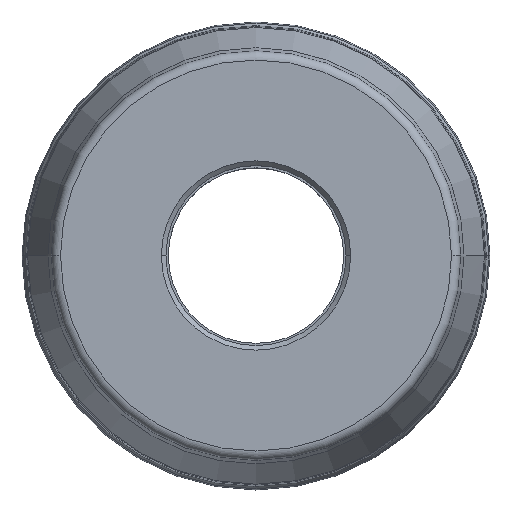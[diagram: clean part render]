
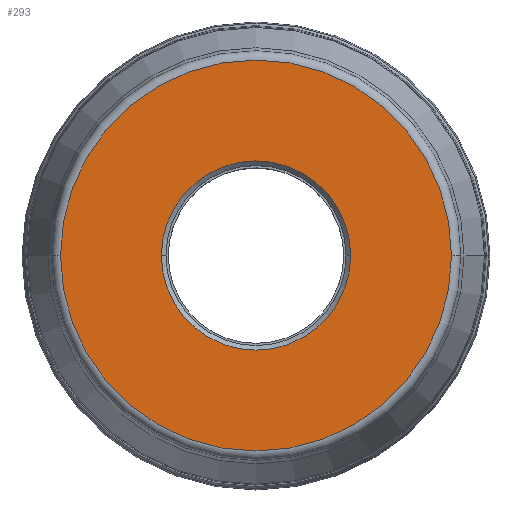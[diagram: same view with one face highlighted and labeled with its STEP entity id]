
A CAD part, top view. The second image highlights one B-rep face of the part: STEP entity #293.
In plain terms, the highlighted planar face has unit normal (0, 0, 1).
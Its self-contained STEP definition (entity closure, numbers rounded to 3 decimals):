
#30=PLANE('',#2679);
#37=FACE_BOUND('',#574,.T.);
#38=FACE_BOUND('',#575,.T.);
#293=ADVANCED_FACE('',(#37,#38),#30,.F.);
#574=EDGE_LOOP('',(#1061,#1062,#1063,#1064));
#575=EDGE_LOOP('',(#1065,#1066,#1067,#1068));
#1061=ORIENTED_EDGE('',*,*,#1662,.F.);
#1062=ORIENTED_EDGE('',*,*,#1666,.F.);
#1063=ORIENTED_EDGE('',*,*,#1665,.T.);
#1064=ORIENTED_EDGE('',*,*,#1663,.T.);
#1065=ORIENTED_EDGE('',*,*,#1667,.T.);
#1066=ORIENTED_EDGE('',*,*,#1668,.T.);
#1067=ORIENTED_EDGE('',*,*,#1669,.T.);
#1068=ORIENTED_EDGE('',*,*,#1670,.T.);
#1373=VERTEX_POINT('',#5424);
#1374=VERTEX_POINT('',#5426);
#1375=VERTEX_POINT('',#5428);
#1376=VERTEX_POINT('',#5432);
#1377=VERTEX_POINT('',#5436);
#1378=VERTEX_POINT('',#5437);
#1379=VERTEX_POINT('',#5439);
#1380=VERTEX_POINT('',#5441);
#1662=EDGE_CURVE('',#1373,#1374,#2027,.T.);
#1663=EDGE_CURVE('',#1375,#1374,#2028,.T.);
#1665=EDGE_CURVE('',#1376,#1375,#2030,.T.);
#1666=EDGE_CURVE('',#1376,#1373,#2031,.T.);
#1667=EDGE_CURVE('',#1377,#1378,#2032,.T.);
#1668=EDGE_CURVE('',#1378,#1379,#2033,.T.);
#1669=EDGE_CURVE('',#1379,#1380,#2034,.T.);
#1670=EDGE_CURVE('',#1380,#1377,#2035,.T.);
#2027=CIRCLE('',#2668,42.45);
#2028=CIRCLE('',#2669,42.45);
#2030=CIRCLE('',#2672,42.45);
#2031=CIRCLE('',#2673,42.45);
#2032=CIRCLE('',#2675,20.55);
#2033=CIRCLE('',#2676,20.55);
#2034=CIRCLE('',#2677,20.55);
#2035=CIRCLE('',#2678,20.55);
#2668=AXIS2_PLACEMENT_3D('',#5425,#3345,#3346);
#2669=AXIS2_PLACEMENT_3D('',#5427,#3347,#3348);
#2672=AXIS2_PLACEMENT_3D('',#5431,#3353,#3354);
#2673=AXIS2_PLACEMENT_3D('',#5433,#3355,#3356);
#2675=AXIS2_PLACEMENT_3D('',#5435,#3359,#3360);
#2676=AXIS2_PLACEMENT_3D('',#5438,#3361,#3362);
#2677=AXIS2_PLACEMENT_3D('',#5440,#3363,#3364);
#2678=AXIS2_PLACEMENT_3D('',#5442,#3365,#3366);
#2679=AXIS2_PLACEMENT_3D('',#5443,#3367,#3368);
#3345=DIRECTION('',(0.,0.,-1.));
#3346=DIRECTION('',(-1.,0.,0.));
#3347=DIRECTION('',(0.,0.,1.));
#3348=DIRECTION('',(1.,0.,0.));
#3353=DIRECTION('',(0.,0.,1.));
#3354=DIRECTION('',(1.,0.,0.));
#3355=DIRECTION('',(0.,0.,-1.));
#3356=DIRECTION('',(-1.,0.,0.));
#3359=DIRECTION('',(0.,0.,-1.));
#3360=DIRECTION('',(0.,-1.,0.));
#3361=DIRECTION('',(0.,0.,-1.));
#3362=DIRECTION('',(-1.,0.,0.));
#3363=DIRECTION('',(0.,0.,-1.));
#3364=DIRECTION('',(0.,1.,0.));
#3365=DIRECTION('',(0.,0.,-1.));
#3366=DIRECTION('',(1.,0.,0.));
#3367=DIRECTION('',(0.,0.,-1.));
#3368=DIRECTION('',(1.,0.,0.));
#5424=CARTESIAN_POINT('',(-42.45,0.,0.));
#5425=CARTESIAN_POINT('',(0.,0.,0.));
#5426=CARTESIAN_POINT('',(-42.45,0.021,0.));
#5427=CARTESIAN_POINT('',(0.,0.,0.));
#5428=CARTESIAN_POINT('',(42.45,0.,0.));
#5431=CARTESIAN_POINT('',(0.,0.,0.));
#5432=CARTESIAN_POINT('',(42.45,-0.021,0.));
#5433=CARTESIAN_POINT('',(0.,0.,0.));
#5435=CARTESIAN_POINT('',(0.,0.,0.));
#5436=CARTESIAN_POINT('',(0.,-20.55,0.));
#5437=CARTESIAN_POINT('',(-20.55,0.,0.));
#5438=CARTESIAN_POINT('',(0.,0.,0.));
#5439=CARTESIAN_POINT('',(0.,20.55,0.));
#5440=CARTESIAN_POINT('',(0.,0.,0.));
#5441=CARTESIAN_POINT('',(20.55,0.,0.));
#5442=CARTESIAN_POINT('',(0.,0.,0.));
#5443=CARTESIAN_POINT('',(0.,0.,0.));
